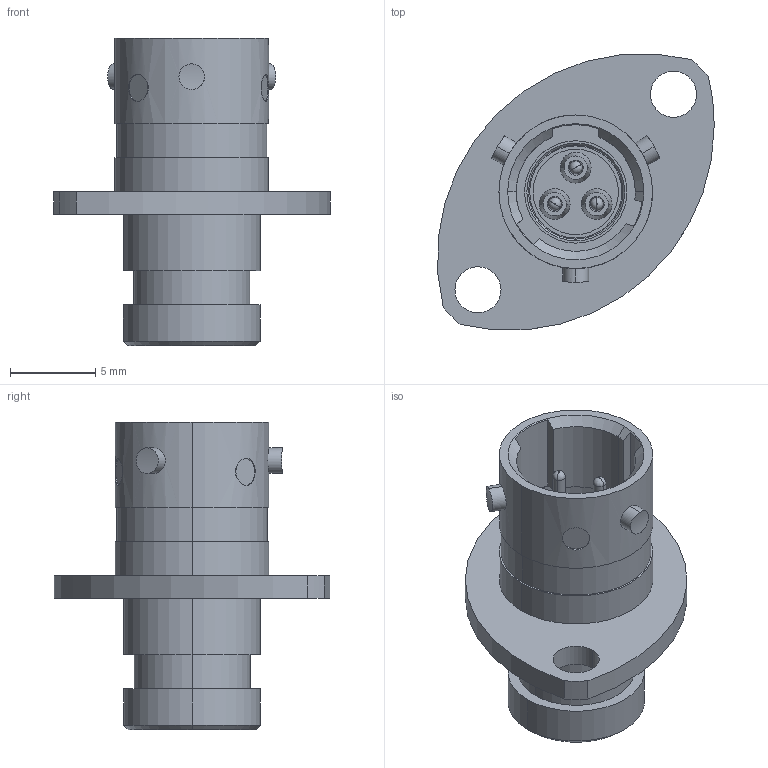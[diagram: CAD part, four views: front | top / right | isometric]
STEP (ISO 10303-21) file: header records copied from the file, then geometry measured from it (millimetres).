
FILE_DESCRIPTION (( 'STEP AP214' ), '1' );
FILE_NAME ('ASU003-03PB-HE.STEP', '2014-12-12T13:02:52', ( 'TE Connectivity' ), ( 'TE Connectivity' ), 'SwSTEP 2.0', 'SolidWorks 2014', '' );
FILE_SCHEMA (( 'AUTOMOTIVE_DESIGN' ));
Length unit declared in the file: millimetre
Products named in the file (1): ASU003-03PB-HE
Bounding box: 16.19 x 16.15 x 18.01 mm (x, y, z)
Volume: 875 mm3; surface area: 2096.7 mm2
Topology: 11 solids, 11 shells, 277 faces, 620 edges, 391 vertices
Faces by surface type: cylinder 138, plane 71, cone 36, torus 32
Entity records: 11264 total; most frequent: CARTESIAN_POINT 1571, DIRECTION 1505, ORIENTED_EDGE 1240, AXIS2_PLACEMENT_3D 631, EDGE_CURVE 620, VERTEX_POINT 391, CIRCLE 353, EDGE_LOOP 337
